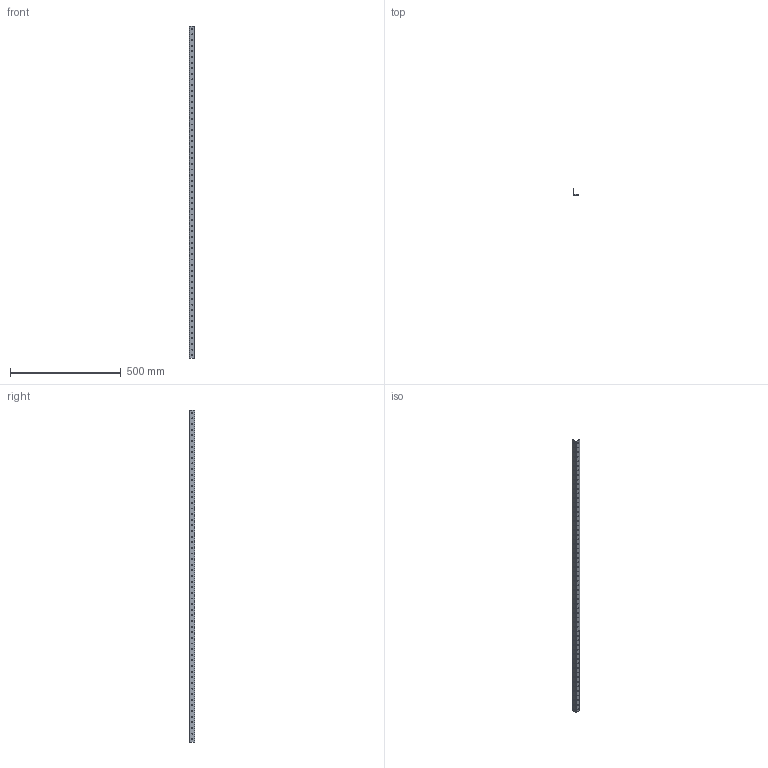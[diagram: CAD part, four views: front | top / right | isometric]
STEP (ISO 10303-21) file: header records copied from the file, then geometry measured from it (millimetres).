
FILE_DESCRIPTION (( 'STEP AP214' ), '1' );
FILE_NAME ('217-4109-STEP-20140806.STEP', '2014-08-06T22:06:28', ( '' ), ( '' ), 'SwSTEP 2.0', 'SolidWorks 2014', '' );
FILE_SCHEMA (( 'AUTOMOTIVE_DESIGN' ));
Length unit declared in the file: inch
Products named in the file (1): 217-4109-STEP-20140806
Bounding box: 25.4 x 25.4 x 1498.6 mm (x, y, z)
Volume: 159670.6 mm3; surface area: 150260.9 mm2
Topology: 1 solids, 1 shells, 254 faces, 748 edges, 496 vertices
Faces by surface type: cylinder 238, plane 16
Entity records: 9256 total; most frequent: DIRECTION 1734, CARTESIAN_POINT 1499, ORIENTED_EDGE 1496, EDGE_CURVE 748, AXIS2_PLACEMENT_3D 731, VERTEX_POINT 496, EDGE_LOOP 490, CIRCLE 476
